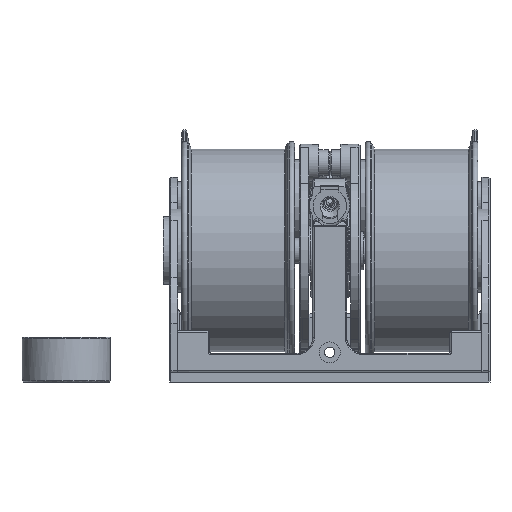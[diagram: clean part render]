
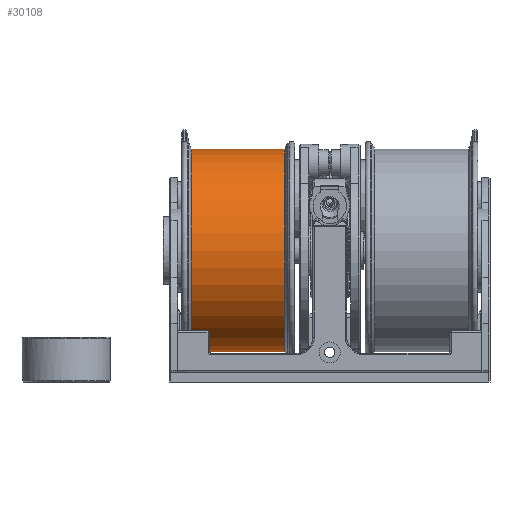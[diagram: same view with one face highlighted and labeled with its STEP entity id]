
A CAD part, front view. The second image highlights one B-rep face of the part: STEP entity #30108.
In plain terms, the highlighted cylindrical face has radius 31.625 mm (diameter 63.25 mm), a full revolution.
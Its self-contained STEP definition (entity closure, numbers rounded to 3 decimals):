
#2104=LINE('',#43825,#4561);
#4561=VECTOR('',#35586,31.625);
#6830=CYLINDRICAL_SURFACE('',#32275,31.625);
#7427=FACE_OUTER_BOUND('',#9283,.T.);
#9283=EDGE_LOOP('',(#20538,#20539,#20540,#20541));
#11224=CIRCLE('',#32273,31.625);
#11226=CIRCLE('',#32276,31.625);
#12569=VERTEX_POINT('',#43819);
#12570=VERTEX_POINT('',#43823);
#15579=EDGE_CURVE('',#12569,#12569,#11224,.T.);
#15581=EDGE_CURVE('',#12570,#12570,#11226,.T.);
#15582=EDGE_CURVE('',#12570,#12569,#2104,.T.);
#20538=ORIENTED_EDGE('',*,*,#15581,.T.);
#20539=ORIENTED_EDGE('',*,*,#15582,.T.);
#20540=ORIENTED_EDGE('',*,*,#15579,.F.);
#20541=ORIENTED_EDGE('',*,*,#15582,.F.);
#30108=ADVANCED_FACE('',(#7427),#6830,.T.);
#32273=AXIS2_PLACEMENT_3D('',#43820,#35578,#35579);
#32275=AXIS2_PLACEMENT_3D('',#43822,#35582,#35583);
#32276=AXIS2_PLACEMENT_3D('',#43824,#35584,#35585);
#35578=DIRECTION('center_axis',(1.,0.,0.));
#35579=DIRECTION('ref_axis',(0.,0.,-1.));
#35582=DIRECTION('center_axis',(1.,0.,0.));
#35583=DIRECTION('ref_axis',(0.,0.,-1.));
#35584=DIRECTION('center_axis',(1.,0.,0.));
#35585=DIRECTION('ref_axis',(0.,0.,-1.));
#35586=DIRECTION('',(1.,0.,0.));
#43819=CARTESIAN_POINT('',(43.273,0.,31.625));
#43820=CARTESIAN_POINT('Origin',(43.273,0.,0.));
#43822=CARTESIAN_POINT('Origin',(28.625,0.,0.));
#43823=CARTESIAN_POINT('',(13.977,0.,31.625));
#43824=CARTESIAN_POINT('Origin',(13.977,0.,0.));
#43825=CARTESIAN_POINT('',(28.625,0.,31.625));
